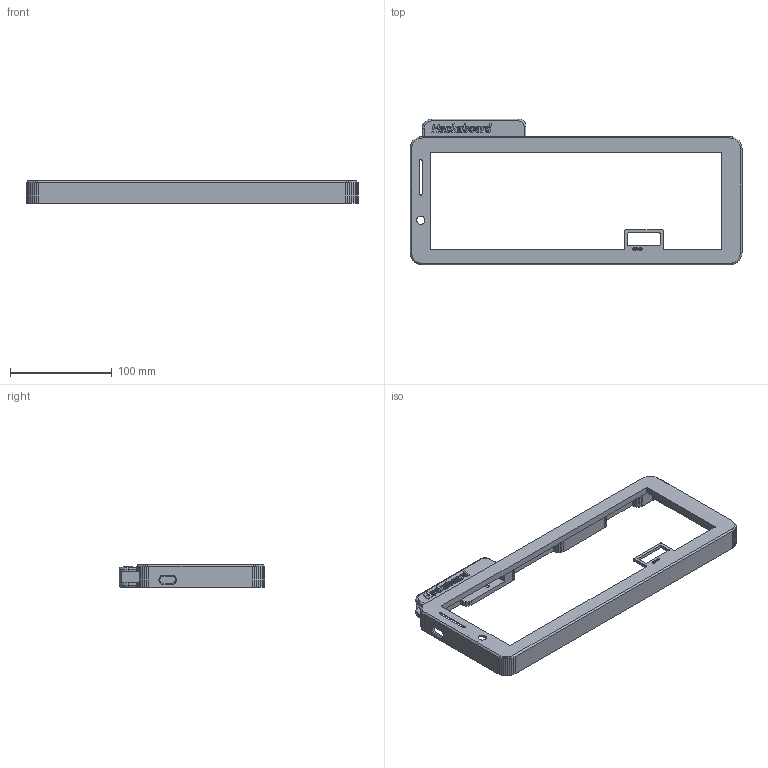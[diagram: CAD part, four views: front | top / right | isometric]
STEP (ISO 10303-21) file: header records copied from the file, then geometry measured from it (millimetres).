
FILE_DESCRIPTION(/* description */ ('STEP AP242 Edition 2','CAx-IF Rec.Pracs.---Representation and Presentation of Product Manufacturing Information (PMI)---4.0---2014-10-13','CAx-IF Rec.Pracs.---3D Tessellated Geometry---0.4---2014-09-14','2;1','CAx-IF Rec.Pracs.---User Defined Attributes---1.5---2016-08-15'),/* implementation_level */ '2;1');
FILE_NAME(/* name */ '6965ffdcfd12827003f92220',/* time_stamp */ '2026-01-13T08:18:39Z',/* author */ (''),/* organization */ (''),/* preprocessor_version */ 'ST-DEVELOPER v20',/* originating_system */ 'ONSHAPE BY PTC INC, 1.209',/* authorisation */ ' ');
FILE_SCHEMA (('AP242_MANAGED_MODEL_BASED_3D_ENGINEERING_MIM_LF { 1 0 10303 442 3 1 4 }'));
Length unit declared in the file: metre
Products named in the file (1): case001 (Solid)001
Bounding box: 325.75 x 143.02 x 22.35 mm (x, y, z)
Volume: 199699.7 mm3; surface area: 76726.4 mm2
Topology: 1 solids, 1 shells, 1490 faces, 3765 edges, 2312 vertices
Faces by surface type: plane 1255, bspline 142, cylinder 89, torus 4
Entity records: 43789 total; most frequent: CARTESIAN_POINT 9150, ORIENTED_EDGE 7530, DIRECTION 6359, EDGE_CURVE 3765, LINE 3297, VECTOR 3297, VERTEX_POINT 2312, EDGE_LOOP 1537
